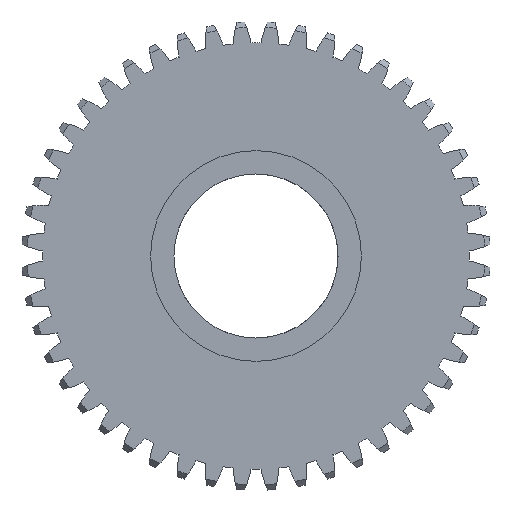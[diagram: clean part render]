
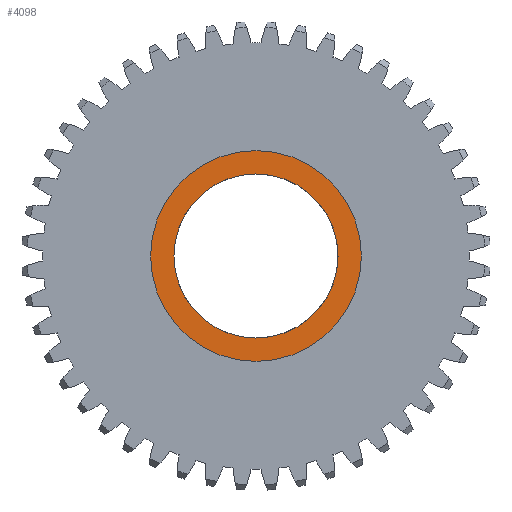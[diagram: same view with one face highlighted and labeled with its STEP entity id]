
A CAD part, left-side view. The second image highlights one B-rep face of the part: STEP entity #4098.
In plain terms, the highlighted planar face has unit normal (-1, 0, 0).
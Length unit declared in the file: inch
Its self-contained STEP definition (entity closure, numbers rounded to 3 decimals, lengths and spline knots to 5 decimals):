
#252 = DIRECTION ( 'NONE',  ( 0., 0., 1. ) ) ;
#309 = EDGE_CURVE ( 'NONE', #5452, #3188, #7354, .T. ) ;
#330 = EDGE_LOOP ( 'NONE', ( #2286, #10367 ) ) ;
#331 = CARTESIAN_POINT ( 'NONE',  ( 0.2, 0., 0.4375 ) ) ;
#969 = EDGE_CURVE ( 'NONE', #3188, #5452, #2265, .T. ) ;
#1193 = AXIS2_PLACEMENT_3D ( 'NONE', #2548, #5997, #6075 ) ;
#1511 = VERTEX_POINT ( 'NONE', #9526 ) ;
#1841 = DIRECTION ( 'NONE',  ( -1., 0., 0. ) ) ;
#2076 = CARTESIAN_POINT ( 'NONE',  ( 0.2, 0., 0.56225 ) ) ;
#2265 = CIRCLE ( 'NONE', #5255, 0.4375 ) ;
#2286 = ORIENTED_EDGE ( 'NONE', *, *, #969, .F. ) ;
#2548 = CARTESIAN_POINT ( 'NONE',  ( 0.2, 0., 0. ) ) ;
#3188 = VERTEX_POINT ( 'NONE', #331 ) ;
#3225 = AXIS2_PLACEMENT_3D ( 'NONE', #3712, #8162, #6367 ) ;
#3234 = VERTEX_POINT ( 'NONE', #2076 ) ;
#3411 = CARTESIAN_POINT ( 'NONE',  ( 0.2, 0., 0. ) ) ;
#3590 = EDGE_LOOP ( 'NONE', ( #5674, #6909 ) ) ;
#3712 = CARTESIAN_POINT ( 'NONE',  ( 0.2, 0., 0. ) ) ;
#4076 = CIRCLE ( 'NONE', #8641, 0.56225 ) ;
#4098 = ADVANCED_FACE ( 'NONE', ( #7696, #4274 ), #5471, .T. ) ;
#4274 = FACE_OUTER_BOUND ( 'NONE', #3590, .T. ) ;
#4336 = AXIS2_PLACEMENT_3D ( 'NONE', #9876, #10736, #252 ) ;
#4916 = CARTESIAN_POINT ( 'NONE',  ( 0.2, 0., -0.4375 ) ) ;
#5144 = DIRECTION ( 'NONE',  ( 0., 0., 1. ) ) ;
#5255 = AXIS2_PLACEMENT_3D ( 'NONE', #3411, #10369, #5144 ) ;
#5452 = VERTEX_POINT ( 'NONE', #4916 ) ;
#5471 = PLANE ( 'NONE',  #4336 ) ;
#5674 = ORIENTED_EDGE ( 'NONE', *, *, #7144, .T. ) ;
#5997 = DIRECTION ( 'NONE',  ( -1., 0., 0. ) ) ;
#6075 = DIRECTION ( 'NONE',  ( 0., 0., 1. ) ) ;
#6367 = DIRECTION ( 'NONE',  ( 0., 0., 1. ) ) ;
#6909 = ORIENTED_EDGE ( 'NONE', *, *, #10062, .T. ) ;
#7103 = CARTESIAN_POINT ( 'NONE',  ( 0.2, 0., 0. ) ) ;
#7144 = EDGE_CURVE ( 'NONE', #3234, #1511, #4076, .T. ) ;
#7354 = CIRCLE ( 'NONE', #1193, 0.4375 ) ;
#7696 = FACE_BOUND ( 'NONE', #330, .T. ) ;
#8162 = DIRECTION ( 'NONE',  ( -1., 0., 0. ) ) ;
#8641 = AXIS2_PLACEMENT_3D ( 'NONE', #7103, #1841, #9745 ) ;
#8693 = CIRCLE ( 'NONE', #3225, 0.56225 ) ;
#9526 = CARTESIAN_POINT ( 'NONE',  ( 0.2, 0., -0.56225 ) ) ;
#9745 = DIRECTION ( 'NONE',  ( 0., 0., 1. ) ) ;
#9876 = CARTESIAN_POINT ( 'NONE',  ( 0.2, 0., 0. ) ) ;
#10062 = EDGE_CURVE ( 'NONE', #1511, #3234, #8693, .T. ) ;
#10367 = ORIENTED_EDGE ( 'NONE', *, *, #309, .F. ) ;
#10369 = DIRECTION ( 'NONE',  ( -1., 0., 0. ) ) ;
#10736 = DIRECTION ( 'NONE',  ( -1., 0., 0. ) ) ;
